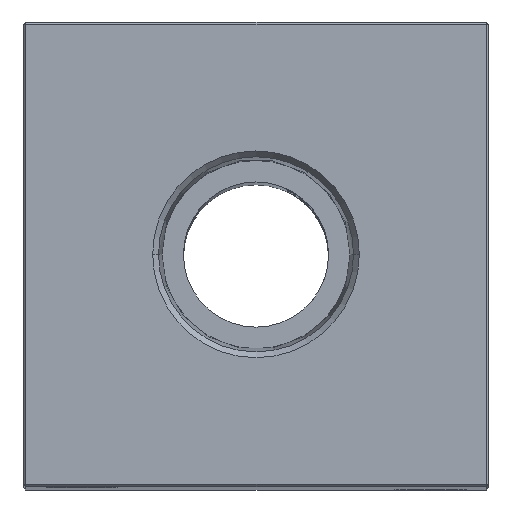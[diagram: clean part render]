
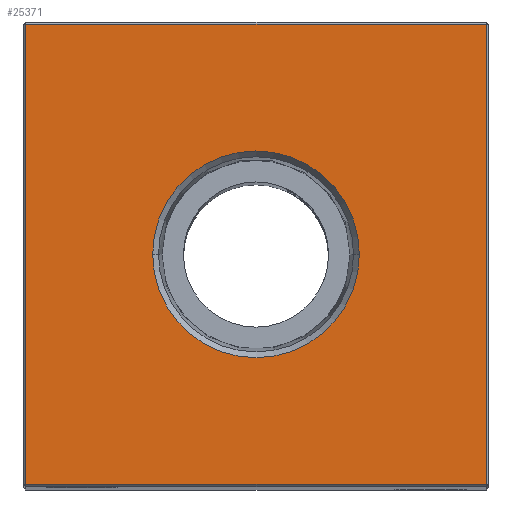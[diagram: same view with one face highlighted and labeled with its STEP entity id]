
A CAD part, top view. The second image highlights one B-rep face of the part: STEP entity #25371.
In plain terms, the highlighted planar face has unit normal (0, 0, 1).
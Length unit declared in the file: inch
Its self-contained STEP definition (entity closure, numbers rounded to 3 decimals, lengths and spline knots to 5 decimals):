
#86 = CARTESIAN_POINT ( 'NONE',  ( -0.44487, 0., 8.25 ) ) ;
#1516 = VERTEX_POINT ( 'NONE', #26305 ) ;
#1946 = EDGE_CURVE ( 'NONE', #18691, #9242, #25690, .T. ) ;
#2110 = ORIENTED_EDGE ( 'NONE', *, *, #18945, .T. ) ;
#2210 = LINE ( 'NONE', #12277, #21289 ) ;
#3560 = CARTESIAN_POINT ( 'NONE',  ( -0.99, 0.99, 8.25 ) ) ;
#5029 = PLANE ( 'NONE',  #17327 ) ;
#6627 = LINE ( 'NONE', #16589, #24132 ) ;
#6652 = LINE ( 'NONE', #16611, #11910 ) ;
#7680 = LINE ( 'NONE', #17647, #29600 ) ;
#7757 = CIRCLE ( 'NONE', #26027, 0.44487 ) ;
#7822 = CARTESIAN_POINT ( 'NONE',  ( 0., 0., 8.25 ) ) ;
#8097 = CARTESIAN_POINT ( 'NONE',  ( 0., 0., 8.25 ) ) ;
#9242 = VERTEX_POINT ( 'NONE', #20840 ) ;
#9477 = VERTEX_POINT ( 'NONE', #3560 ) ;
#9584 = ORIENTED_EDGE ( 'NONE', *, *, #18604, .T. ) ;
#9669 = CARTESIAN_POINT ( 'NONE',  ( 0., 0., 8.25 ) ) ;
#11910 = VECTOR ( 'NONE', #26590, 39.37008 ) ;
#12189 = ORIENTED_EDGE ( 'NONE', *, *, #18718, .T. ) ;
#12277 = CARTESIAN_POINT ( 'NONE',  ( 0., -0.99, 8.25 ) ) ;
#12655 = VERTEX_POINT ( 'NONE', #15909 ) ;
#14726 = AXIS2_PLACEMENT_3D ( 'NONE', #9669, #19632, #29532 ) ;
#15178 = EDGE_LOOP ( 'NONE', ( #17062, #9584, #12189, #2110 ) ) ;
#15909 = CARTESIAN_POINT ( 'NONE',  ( 0.99, -0.99, 8.25 ) ) ;
#16589 = CARTESIAN_POINT ( 'NONE',  ( -0.99, 0., 8.25 ) ) ;
#16611 = CARTESIAN_POINT ( 'NONE',  ( 0., 0.99, 8.25 ) ) ;
#17062 = ORIENTED_EDGE ( 'NONE', *, *, #18039, .T. ) ;
#17179 = CARTESIAN_POINT ( 'NONE',  ( -0.99, -0.99, 8.25 ) ) ;
#17327 = AXIS2_PLACEMENT_3D ( 'NONE', #7822, #17799, #27739 ) ;
#17479 = FACE_OUTER_BOUND ( 'NONE', #15178, .T. ) ;
#17647 = CARTESIAN_POINT ( 'NONE',  ( 0.99, 0., 8.25 ) ) ;
#17799 = DIRECTION ( 'NONE',  ( 0., 0., -1. ) ) ;
#18039 = EDGE_CURVE ( 'NONE', #9477, #20408, #6627, .T. ) ;
#18065 = DIRECTION ( 'NONE',  ( 0., 0., 1. ) ) ;
#18604 = EDGE_CURVE ( 'NONE', #20408, #12655, #2210, .T. ) ;
#18691 = VERTEX_POINT ( 'NONE', #86 ) ;
#18718 = EDGE_CURVE ( 'NONE', #12655, #1516, #7680, .T. ) ;
#18945 = EDGE_CURVE ( 'NONE', #1516, #9477, #6652, .T. ) ;
#19306 = EDGE_CURVE ( 'NONE', #9242, #18691, #7757, .T. ) ;
#19632 = DIRECTION ( 'NONE',  ( 0., 0., 1. ) ) ;
#19865 = ORIENTED_EDGE ( 'NONE', *, *, #19306, .F. ) ;
#20408 = VERTEX_POINT ( 'NONE', #17179 ) ;
#20840 = CARTESIAN_POINT ( 'NONE',  ( 0.44487, 0., 8.25 ) ) ;
#21289 = VECTOR ( 'NONE', #22239, 39.37008 ) ;
#22239 = DIRECTION ( 'NONE',  ( 1., 0., 0. ) ) ;
#23865 = EDGE_LOOP ( 'NONE', ( #19865, #24746 ) ) ;
#24132 = VECTOR ( 'NONE', #26566, 39.37008 ) ;
#24746 = ORIENTED_EDGE ( 'NONE', *, *, #1946, .F. ) ;
#25371 = ADVANCED_FACE ( 'NONE', ( #17479, #27403 ), #5029, .F. ) ;
#25690 = CIRCLE ( 'NONE', #14726, 0.44487 ) ;
#26027 = AXIS2_PLACEMENT_3D ( 'NONE', #8097, #18065, #27979 ) ;
#26305 = CARTESIAN_POINT ( 'NONE',  ( 0.99, 0.99, 8.25 ) ) ;
#26566 = DIRECTION ( 'NONE',  ( 0., -1., 0. ) ) ;
#26590 = DIRECTION ( 'NONE',  ( -1., 0., 0. ) ) ;
#27403 = FACE_BOUND ( 'NONE', #23865, .T. ) ;
#27580 = DIRECTION ( 'NONE',  ( 0., 1., 0. ) ) ;
#27739 = DIRECTION ( 'NONE',  ( -1., 0., 0. ) ) ;
#27979 = DIRECTION ( 'NONE',  ( 1., 0., 0. ) ) ;
#29532 = DIRECTION ( 'NONE',  ( 1., 0., 0. ) ) ;
#29600 = VECTOR ( 'NONE', #27580, 39.37008 ) ;
